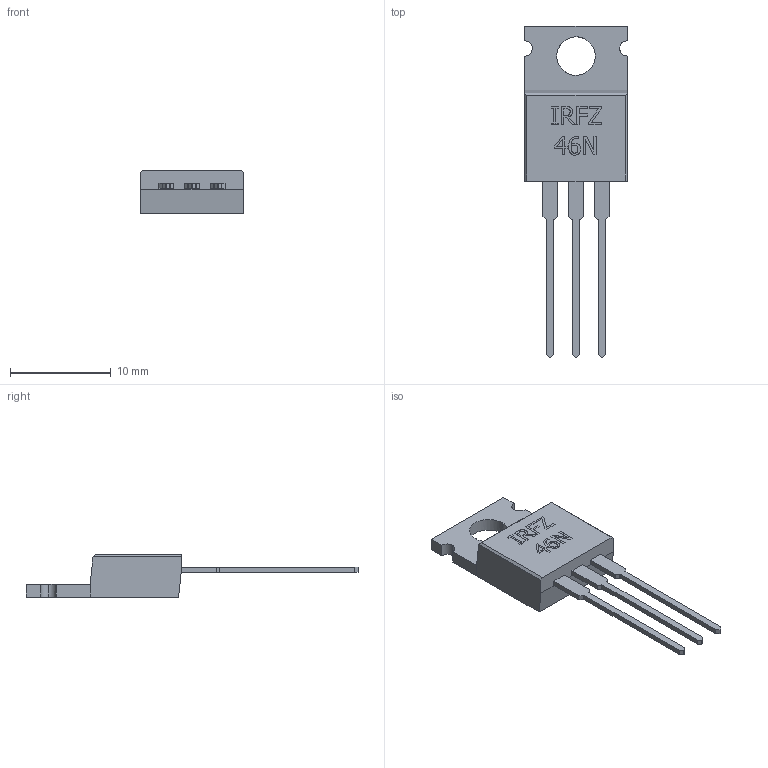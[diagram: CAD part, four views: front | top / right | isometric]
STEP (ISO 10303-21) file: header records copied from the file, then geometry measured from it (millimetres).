
FILE_DESCRIPTION (( 'STEP AP214' ), '1' );
FILE_NAME ('User Library-IRFZ46N Transistors MOSFET N-Channel TO-220AB.STEP', '2020-03-16T07:08:00', ( '' ), ( '' ), 'SwSTEP 2.0', 'SolidWorks 2019', '' );
FILE_SCHEMA (( 'AUTOMOTIVE_DESIGN' ));
Length unit declared in the file: millimetre
Products named in the file (1): User Library-IRFZ46N Transistors MOSFET N-Channel TO-220AB
Bounding box: 10.16 x 32.89 x 4.21 mm (x, y, z)
Volume: 463.4 mm3; surface area: 611.6 mm2
Topology: 1 solids, 1 shells, 169 faces, 462 edges, 308 vertices
Faces by surface type: plane 137, bspline 26, cylinder 6
Entity records: 7514 total; most frequent: CARTESIAN_POINT 1545, ORIENTED_EDGE 924, DIRECTION 678, EDGE_CURVE 462, VECTOR 386, LINE 386, VERTEX_POINT 308, EDGE_LOOP 184
